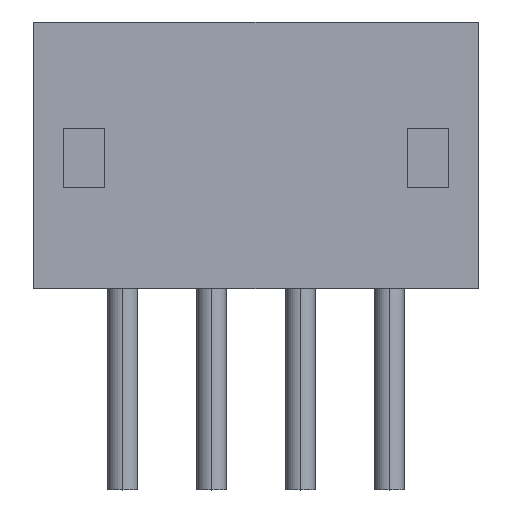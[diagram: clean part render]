
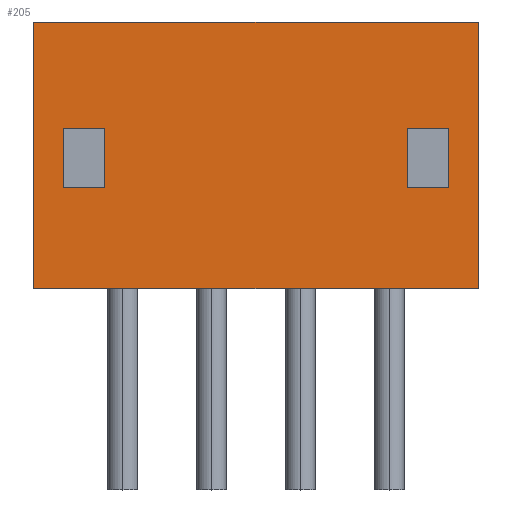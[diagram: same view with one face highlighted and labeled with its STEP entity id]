
A CAD part, top view. The second image highlights one B-rep face of the part: STEP entity #205.
In plain terms, the highlighted planar face has unit normal (0, 0, 1).
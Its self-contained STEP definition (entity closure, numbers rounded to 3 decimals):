
#12 = ORIENTED_EDGE ( 'NONE', *, *, #13, .F. ) ;
#13 = EDGE_CURVE ( 'NONE', #14, #99, #473, .T. ) ;
#14 = VERTEX_POINT ( 'NONE', #469 ) ;
#15 = ORIENTED_EDGE ( 'NONE', *, *, #16, .F. ) ;
#16 = EDGE_CURVE ( 'NONE', #96, #14, #468, .T. ) ;
#17 = EDGE_LOOP ( 'NONE', ( #18, #21, #24, #26 ) ) ;
#18 = ORIENTED_EDGE ( 'NONE', *, *, #19, .T. ) ;
#19 = EDGE_CURVE ( 'NONE', #202, #20, #337, .T. ) ;
#20 = VERTEX_POINT ( 'NONE', #333 ) ;
#21 = ORIENTED_EDGE ( 'NONE', *, *, #22, .F. ) ;
#22 = EDGE_CURVE ( 'NONE', #23, #20, #331, .T. ) ;
#23 = VERTEX_POINT ( 'NONE', #689 ) ;
#24 = ORIENTED_EDGE ( 'NONE', *, *, #25, .F. ) ;
#25 = EDGE_CURVE ( 'NONE', #75, #23, #781, .T. ) ;
#26 = ORIENTED_EDGE ( 'NONE', *, *, #204, .T. ) ;
#43 = EDGE_CURVE ( 'NONE', #44, #209, #683, .T. ) ;
#44 = VERTEX_POINT ( 'NONE', #787 ) ;
#45 = ORIENTED_EDGE ( 'NONE', *, *, #46, .F. ) ;
#46 = EDGE_CURVE ( 'NONE', #47, #44, #786, .T. ) ;
#47 = VERTEX_POINT ( 'NONE', #782 ) ;
#48 = ORIENTED_EDGE ( 'NONE', *, *, #91, .F. ) ;
#75 = VERTEX_POINT ( 'NONE', #714 ) ;
#91 = EDGE_CURVE ( 'NONE', #210, #47, #614, .T. ) ;
#92 = EDGE_LOOP ( 'NONE', ( #93, #97, #12, #15 ) ) ;
#93 = ORIENTED_EDGE ( 'NONE', *, *, #94, .F. ) ;
#94 = EDGE_CURVE ( 'NONE', #95, #96, #608, .T. ) ;
#95 = VERTEX_POINT ( 'NONE', #812 ) ;
#96 = VERTEX_POINT ( 'NONE', #811 ) ;
#97 = ORIENTED_EDGE ( 'NONE', *, *, #98, .F. ) ;
#98 = EDGE_CURVE ( 'NONE', #99, #95, #810, .T. ) ;
#99 = VERTEX_POINT ( 'NONE', #806 ) ;
#202 = VERTEX_POINT ( 'NONE', #1056 ) ;
#204 = EDGE_CURVE ( 'NONE', #75, #202, #1114, .T. ) ;
#205 = ADVANCED_FACE ( 'NONE', ( #1110, #1109, #1108 ), #1178, .F. ) ;
#206 = EDGE_LOOP ( 'NONE', ( #207, #211, #45, #48 ) ) ;
#207 = ORIENTED_EDGE ( 'NONE', *, *, #208, .F. ) ;
#208 = EDGE_CURVE ( 'NONE', #209, #210, #1173, .T. ) ;
#209 = VERTEX_POINT ( 'NONE', #1169 ) ;
#210 = VERTEX_POINT ( 'NONE', #1168 ) ;
#211 = ORIENTED_EDGE ( 'NONE', *, *, #43, .F. ) ;
#328 = DIRECTION ( 'NONE',  ( -1., 0., 0. ) ) ;
#329 = VECTOR ( 'NONE', #328, 1000. ) ;
#330 = CARTESIAN_POINT ( 'NONE',  ( 3.75, 0., 0. ) ) ;
#331 = LINE ( 'NONE', #330, #329 ) ;
#333 = CARTESIAN_POINT ( 'NONE',  ( -3.75, 0., 0. ) ) ;
#334 = DIRECTION ( 'NONE',  ( 0., -1., 0. ) ) ;
#335 = VECTOR ( 'NONE', #334, 1000. ) ;
#336 = CARTESIAN_POINT ( 'NONE',  ( -3.75, 0., 0. ) ) ;
#337 = LINE ( 'NONE', #336, #335 ) ;
#465 = DIRECTION ( 'NONE',  ( -1., 0., 0. ) ) ;
#466 = VECTOR ( 'NONE', #465, 1000. ) ;
#467 = CARTESIAN_POINT ( 'NONE',  ( -3.25, 2.7, 0. ) ) ;
#468 = LINE ( 'NONE', #467, #466 ) ;
#469 = CARTESIAN_POINT ( 'NONE',  ( -3.25, 2.7, 0. ) ) ;
#470 = DIRECTION ( 'NONE',  ( 0., -1., 0. ) ) ;
#471 = VECTOR ( 'NONE', #470, 1000. ) ;
#472 = CARTESIAN_POINT ( 'NONE',  ( -3.25, 2.7, 0. ) ) ;
#473 = LINE ( 'NONE', #472, #471 ) ;
#608 = LINE ( 'NONE', #610, #609 ) ;
#609 = VECTOR ( 'NONE', #813, 1000. ) ;
#610 = CARTESIAN_POINT ( 'NONE',  ( -2.55, 2.7, 0. ) ) ;
#611 = DIRECTION ( 'NONE',  ( 1., 0., 0. ) ) ;
#612 = VECTOR ( 'NONE', #611, 1000. ) ;
#613 = CARTESIAN_POINT ( 'NONE',  ( 3.25, 1.7, 0. ) ) ;
#614 = LINE ( 'NONE', #613, #612 ) ;
#683 = LINE ( 'NONE', #790, #789 ) ;
#689 = CARTESIAN_POINT ( 'NONE',  ( 3.75, 0., 0. ) ) ;
#714 = CARTESIAN_POINT ( 'NONE',  ( 3.75, 4.5, 0. ) ) ;
#781 = LINE ( 'NONE', #837, #836 ) ;
#782 = CARTESIAN_POINT ( 'NONE',  ( 3.25, 1.7, 0. ) ) ;
#783 = DIRECTION ( 'NONE',  ( 0., 1., 0. ) ) ;
#784 = VECTOR ( 'NONE', #783, 1000. ) ;
#785 = CARTESIAN_POINT ( 'NONE',  ( 3.25, 2.7, 0. ) ) ;
#786 = LINE ( 'NONE', #785, #784 ) ;
#787 = CARTESIAN_POINT ( 'NONE',  ( 3.25, 2.7, 0. ) ) ;
#788 = DIRECTION ( 'NONE',  ( -1., 0., 0. ) ) ;
#789 = VECTOR ( 'NONE', #788, 1000. ) ;
#790 = CARTESIAN_POINT ( 'NONE',  ( 3.25, 2.7, 0. ) ) ;
#806 = CARTESIAN_POINT ( 'NONE',  ( -3.25, 1.7, 0. ) ) ;
#807 = DIRECTION ( 'NONE',  ( 1., 0., 0. ) ) ;
#808 = VECTOR ( 'NONE', #807, 1000. ) ;
#809 = CARTESIAN_POINT ( 'NONE',  ( -3.25, 1.7, 0. ) ) ;
#810 = LINE ( 'NONE', #809, #808 ) ;
#811 = CARTESIAN_POINT ( 'NONE',  ( -2.55, 2.7, 0. ) ) ;
#812 = CARTESIAN_POINT ( 'NONE',  ( -2.55, 1.7, 0. ) ) ;
#813 = DIRECTION ( 'NONE',  ( 0., 1., 0. ) ) ;
#835 = DIRECTION ( 'NONE',  ( 0., -1., 0. ) ) ;
#836 = VECTOR ( 'NONE', #835, 1000. ) ;
#837 = CARTESIAN_POINT ( 'NONE',  ( 3.75, 0., 0. ) ) ;
#1056 = CARTESIAN_POINT ( 'NONE',  ( -3.75, 4.5, 0. ) ) ;
#1108 = FACE_OUTER_BOUND ( 'NONE', #17, .T. ) ;
#1109 = FACE_BOUND ( 'NONE', #92, .T. ) ;
#1110 = FACE_BOUND ( 'NONE', #206, .T. ) ;
#1111 = DIRECTION ( 'NONE',  ( -1., 0., 0. ) ) ;
#1112 = VECTOR ( 'NONE', #1111, 1000. ) ;
#1113 = CARTESIAN_POINT ( 'NONE',  ( 3.75, 4.5, 0. ) ) ;
#1114 = LINE ( 'NONE', #1113, #1112 ) ;
#1168 = CARTESIAN_POINT ( 'NONE',  ( 2.55, 1.7, 0. ) ) ;
#1169 = CARTESIAN_POINT ( 'NONE',  ( 2.55, 2.7, 0. ) ) ;
#1170 = DIRECTION ( 'NONE',  ( 0., -1., 0. ) ) ;
#1171 = VECTOR ( 'NONE', #1170, 1000. ) ;
#1172 = CARTESIAN_POINT ( 'NONE',  ( 2.55, 2.7, 0. ) ) ;
#1173 = LINE ( 'NONE', #1172, #1171 ) ;
#1174 = DIRECTION ( 'NONE',  ( -1., 0., 0. ) ) ;
#1175 = DIRECTION ( 'NONE',  ( 0., 0., -1. ) ) ;
#1176 = CARTESIAN_POINT ( 'NONE',  ( 3.75, 0., 0. ) ) ;
#1177 = AXIS2_PLACEMENT_3D ( 'NONE', #1176, #1175, #1174 ) ;
#1178 = PLANE ( 'NONE',  #1177 ) ;
